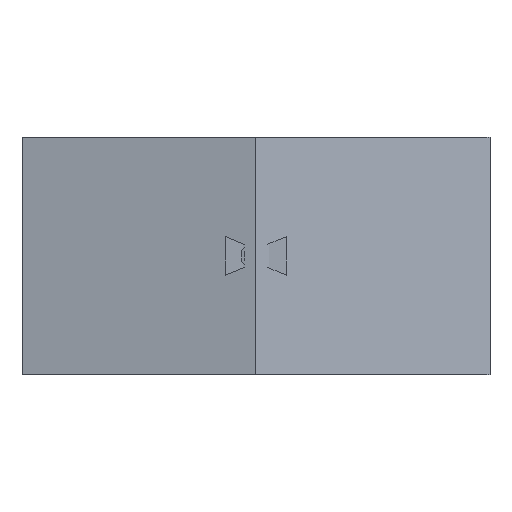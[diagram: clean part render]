
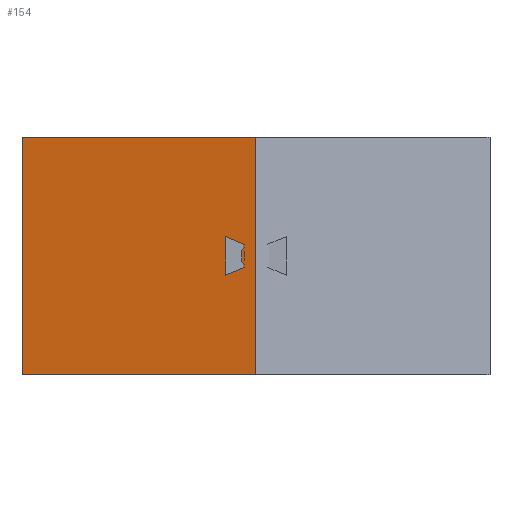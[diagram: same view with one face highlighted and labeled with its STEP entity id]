
A CAD part, top view. The second image highlights one B-rep face of the part: STEP entity #154.
In plain terms, the highlighted planar face has unit normal (-0.174, 0, 0.985).
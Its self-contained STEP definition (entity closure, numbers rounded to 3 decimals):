
#154=ADVANCED_FACE('',(#220),#850,.T.);
#220=FACE_OUTER_BOUND('',#288,.T.);
#288=EDGE_LOOP('',(#524,#525,#526,#527,#528,#529));
#524=ORIENTED_EDGE('',*,*,#694,.T.);
#525=ORIENTED_EDGE('',*,*,#695,.T.);
#526=ORIENTED_EDGE('',*,*,#682,.T.);
#527=ORIENTED_EDGE('',*,*,#681,.T.);
#528=ORIENTED_EDGE('',*,*,#679,.T.);
#529=ORIENTED_EDGE('',*,*,#683,.T.);
#679=EDGE_CURVE('',#783,#786,#937,.T.);
#681=EDGE_CURVE('',#784,#783,#939,.T.);
#682=EDGE_CURVE('',#785,#784,#940,.T.);
#683=EDGE_CURVE('',#786,#790,#941,.T.);
#694=EDGE_CURVE('',#790,#793,#950,.T.);
#695=EDGE_CURVE('',#793,#785,#951,.T.);
#783=VERTEX_POINT('',#1776);
#784=VERTEX_POINT('',#1777);
#785=VERTEX_POINT('',#1778);
#786=VERTEX_POINT('',#1779);
#790=VERTEX_POINT('',#1783);
#793=VERTEX_POINT('',#1786);
#850=PLANE('',#1145);
#937=B_SPLINE_CURVE_WITH_KNOTS('',1,(#1791,#1792),.UNSPECIFIED.,.F.,.F.,
(2,2),(0.,228.369),.UNSPECIFIED.);
#939=B_SPLINE_CURVE_WITH_KNOTS('',1,(#1795,#1796),.UNSPECIFIED.,.F.,.F.,
(2,2),(628.369,800.),.UNSPECIFIED.);
#940=B_SPLINE_CURVE_WITH_KNOTS('',1,(#1797,#1798),.UNSPECIFIED.,.F.,.F.,
(2,2),(400.,628.369),.UNSPECIFIED.);
#941=B_SPLINE_CURVE_WITH_KNOTS('',1,(#1799,#1800),.UNSPECIFIED.,.F.,.F.,
(2,2),(228.369,297.021),.UNSPECIFIED.);
#950=B_SPLINE_CURVE_WITH_KNOTS('',3,(#1856,#1857,#1858,#1859,#1860,#1861,
#1862,#1863,#1864,#1865,#1866,#1867,#1868,#1869,#1870,#1871,#1872,#1873,
#1874,#1875,#1876,#1877,#1878,#1879,#1880,#1881,#1882,#1883,#1884,#1885,
#1886,#1887,#1888,#1889,#1890,#1891,#1892,#1893,#1894,#1895,#1896,#1897,
#1898,#1899,#1900,#1901,#1902,#1903,#1904,#1905,#1906,#1907),
 .UNSPECIFIED.,.F.,.F.,(4,3,3,3,3,3,2,2,2,3,3,2,2,2,3,3,3,3,3,4),(0.,10.075,
18.295,76.221,84.441,105.833,109.919,
114.006,122.199,138.781,187.781,204.362,
212.555,216.642,220.729,242.12,250.34,
308.266,316.486,326.561),.UNSPECIFIED.);
#951=B_SPLINE_CURVE_WITH_KNOTS('',1,(#1908,#1909),.UNSPECIFIED.,.F.,.F.,
(2,2),(331.348,400.),.UNSPECIFIED.);
#1145=AXIS2_PLACEMENT_3D('',#1664,#1260,$);
#1260=DIRECTION('',(-0.174,0.,0.985));
#1664=CARTESIAN_POINT('',(-5403.693,4078.966,35.027));
#1776=CARTESIAN_POINT('',(-5403.693,4078.966,35.027));
#1777=CARTESIAN_POINT('',(-5403.693,4578.966,35.027));
#1778=CARTESIAN_POINT('',(-4911.289,4578.966,121.851));
#1779=CARTESIAN_POINT('',(-4911.289,4078.966,121.851));
#1783=CARTESIAN_POINT('',(-4911.289,4308.966,121.851));
#1786=CARTESIAN_POINT('',(-4911.289,4348.966,121.851));
#1791=CARTESIAN_POINT('',(-5403.693,4078.966,35.027));
#1792=CARTESIAN_POINT('',(-4911.289,4078.966,121.851));
#1795=CARTESIAN_POINT('',(-5403.693,4578.966,35.027));
#1796=CARTESIAN_POINT('',(-5403.693,4078.966,35.027));
#1797=CARTESIAN_POINT('',(-4911.289,4578.966,121.851));
#1798=CARTESIAN_POINT('',(-5403.693,4578.966,35.027));
#1799=CARTESIAN_POINT('',(-4911.289,4078.966,121.851));
#1800=CARTESIAN_POINT('',(-4911.289,4308.966,121.851));
#1856=CARTESIAN_POINT('',(-4911.289,4308.966,121.851));
#1857=CARTESIAN_POINT('',(-4914.597,4308.966,121.268));
#1858=CARTESIAN_POINT('',(-4917.904,4308.966,120.685));
#1859=CARTESIAN_POINT('',(-4921.212,4308.966,120.102));
#1860=CARTESIAN_POINT('',(-4923.901,4308.966,119.627));
#1861=CARTESIAN_POINT('',(-4926.566,4308.437,119.157));
#1862=CARTESIAN_POINT('',(-4929.057,4307.406,118.718));
#1863=CARTESIAN_POINT('',(-4946.663,4300.113,115.614));
#1864=CARTESIAN_POINT('',(-4964.27,4292.82,112.509));
#1865=CARTESIAN_POINT('',(-4981.877,4285.527,109.405));
#1866=CARTESIAN_POINT('',(-4984.367,4284.495,108.966));
#1867=CARTESIAN_POINT('',(-4987.033,4283.966,108.495));
#1868=CARTESIAN_POINT('',(-4989.722,4283.966,108.021));
#1869=CARTESIAN_POINT('',(-4996.745,4283.966,106.783));
#1870=CARTESIAN_POINT('',(-5003.767,4283.966,105.545));
#1871=CARTESIAN_POINT('',(-5010.789,4283.966,104.307));
#1872=CARTESIAN_POINT('',(-5012.12,4283.966,104.072));
#1873=CARTESIAN_POINT('',(-5013.449,4284.096,103.838));
#1874=CARTESIAN_POINT('',(-5016.063,4284.611,103.377));
#1875=CARTESIAN_POINT('',(-5017.342,4284.996,103.151));
#1876=CARTESIAN_POINT('',(-5021.051,4286.519,102.497));
#1877=CARTESIAN_POINT('',(-5023.309,4288.012,102.099));
#1878=CARTESIAN_POINT('',(-5029.086,4293.738,101.08));
#1879=CARTESIAN_POINT('',(-5031.289,4298.973,100.692));
#1880=CARTESIAN_POINT('',(-5031.289,4304.466,100.692));
#1881=CARTESIAN_POINT('',(-5031.289,4320.8,100.692));
#1882=CARTESIAN_POINT('',(-5031.289,4337.133,100.692));
#1883=CARTESIAN_POINT('',(-5031.289,4353.466,100.692));
#1884=CARTESIAN_POINT('',(-5031.289,4358.96,100.692));
#1885=CARTESIAN_POINT('',(-5029.086,4364.195,101.08));
#1886=CARTESIAN_POINT('',(-5023.309,4369.92,102.099));
#1887=CARTESIAN_POINT('',(-5021.051,4371.414,102.497));
#1888=CARTESIAN_POINT('',(-5017.342,4372.936,103.151));
#1889=CARTESIAN_POINT('',(-5016.063,4373.321,103.377));
#1890=CARTESIAN_POINT('',(-5013.449,4373.837,103.838));
#1891=CARTESIAN_POINT('',(-5012.12,4373.966,104.072));
#1892=CARTESIAN_POINT('',(-5010.789,4373.966,104.307));
#1893=CARTESIAN_POINT('',(-5003.767,4373.966,105.545));
#1894=CARTESIAN_POINT('',(-4996.745,4373.966,106.783));
#1895=CARTESIAN_POINT('',(-4989.722,4373.966,108.021));
#1896=CARTESIAN_POINT('',(-4987.033,4373.966,108.495));
#1897=CARTESIAN_POINT('',(-4984.367,4373.437,108.966));
#1898=CARTESIAN_POINT('',(-4981.877,4372.406,109.405));
#1899=CARTESIAN_POINT('',(-4964.27,4365.113,112.509));
#1900=CARTESIAN_POINT('',(-4946.663,4357.82,115.614));
#1901=CARTESIAN_POINT('',(-4929.057,4350.527,118.718));
#1902=CARTESIAN_POINT('',(-4926.566,4349.495,119.157));
#1903=CARTESIAN_POINT('',(-4923.901,4348.966,119.627));
#1904=CARTESIAN_POINT('',(-4921.212,4348.966,120.102));
#1905=CARTESIAN_POINT('',(-4917.904,4348.966,120.685));
#1906=CARTESIAN_POINT('',(-4914.597,4348.966,121.268));
#1907=CARTESIAN_POINT('',(-4911.289,4348.966,121.851));
#1908=CARTESIAN_POINT('',(-4911.289,4348.966,121.851));
#1909=CARTESIAN_POINT('',(-4911.289,4578.966,121.851));
